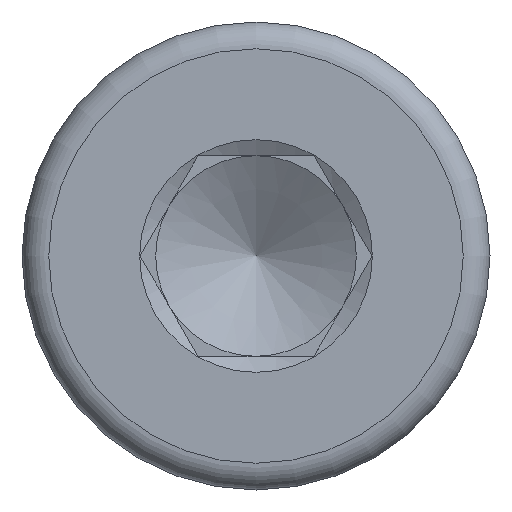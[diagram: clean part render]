
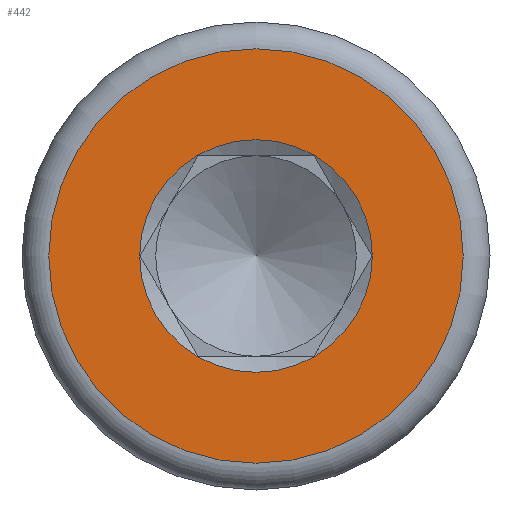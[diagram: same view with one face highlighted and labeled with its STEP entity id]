
A CAD part, left-side view. The second image highlights one B-rep face of the part: STEP entity #442.
In plain terms, the highlighted planar face has unit normal (-1, 0, 0).
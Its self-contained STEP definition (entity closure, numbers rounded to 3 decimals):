
#136=PLANE('',#482);
#166=VERTEX_POINT('',#701);
#167=VERTEX_POINT('',#709);
#168=VERTEX_POINT('',#711);
#188=CIRCLE('',#473,3.1);
#190=CIRCLE('',#479,1.74);
#191=CIRCLE('',#480,1.74);
#233=EDGE_CURVE('',#166,#166,#188,.T.);
#236=EDGE_CURVE('',#167,#168,#190,.T.);
#237=EDGE_CURVE('',#168,#167,#191,.T.);
#321=ORIENTED_EDGE('',*,*,#233,.F.);
#322=ORIENTED_EDGE('',*,*,#236,.F.);
#323=ORIENTED_EDGE('',*,*,#237,.F.);
#384=EDGE_LOOP('',(#321));
#385=EDGE_LOOP('',(#322,#323));
#414=FACE_BOUND('',#384,.T.);
#415=FACE_BOUND('',#385,.T.);
#442=ADVANCED_FACE('',(#414,#415),#136,.F.);
#473=AXIS2_PLACEMENT_3D('',#702,#550,#551);
#479=AXIS2_PLACEMENT_3D('',#710,#560,#561);
#480=AXIS2_PLACEMENT_3D('',#712,#562,#563);
#482=AXIS2_PLACEMENT_3D('',#720,#565,$);
#550=DIRECTION('',(1.,0.,0.));
#551=DIRECTION('',(0.,0.,-3.1));
#560=DIRECTION('',(-1.,0.,0.));
#561=DIRECTION('',(0.,0.,-1.74));
#562=DIRECTION('',(-1.,0.,0.));
#563=DIRECTION('',(0.,0.,-1.74));
#565=DIRECTION('',(1.,0.,0.));
#701=CARTESIAN_POINT('',(-4.,0.,-3.1));
#702=CARTESIAN_POINT('',(-4.,0.,0.));
#709=CARTESIAN_POINT('',(-4.,0.,1.74));
#710=CARTESIAN_POINT('',(-4.,0.,0.));
#711=CARTESIAN_POINT('',(-4.,0.,-1.74));
#712=CARTESIAN_POINT('',(-4.,0.,0.));
#720=CARTESIAN_POINT('',(-4.,0.,0.));
